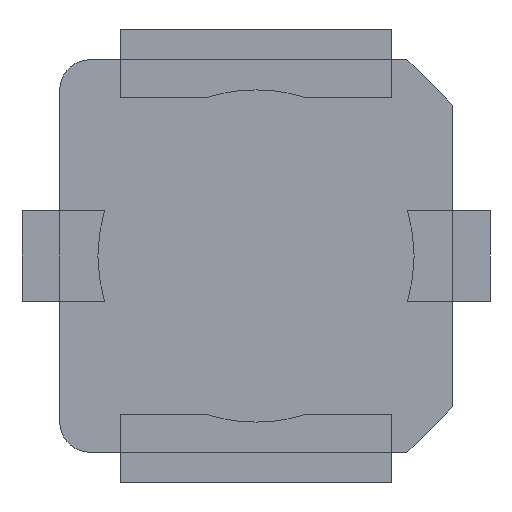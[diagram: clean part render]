
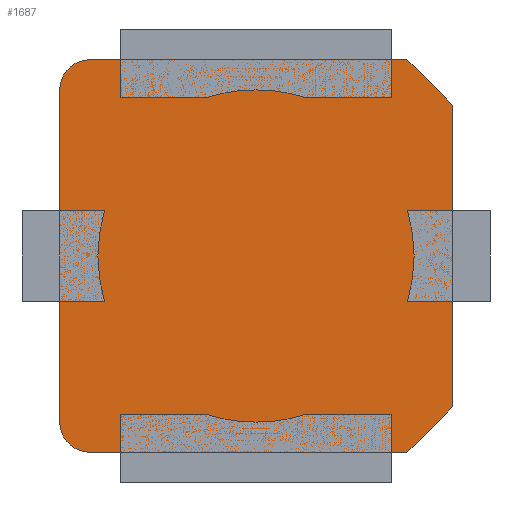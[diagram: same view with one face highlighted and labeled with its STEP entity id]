
A CAD part, front view. The second image highlights one B-rep face of the part: STEP entity #1687.
In plain terms, the highlighted planar face has unit normal (0, -1, 0).
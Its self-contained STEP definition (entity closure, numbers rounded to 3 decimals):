
#66 = EDGE_CURVE ( 'NONE', #1684, #519, #2136, .T. ) ;
#137 = VECTOR ( 'NONE', #1629, 1000. ) ;
#154 = EDGE_CURVE ( 'NONE', #1009, #2082, #222, .T. ) ;
#162 = DIRECTION ( 'NONE',  ( 1., 0., 0. ) ) ;
#165 = DIRECTION ( 'NONE',  ( 0., 1., 0. ) ) ;
#222 = LINE ( 'NONE', #970, #1641 ) ;
#229 = ORIENTED_EDGE ( 'NONE', *, *, #867, .F. ) ;
#253 = DIRECTION ( 'NONE',  ( 0., -1., 0. ) ) ;
#278 = DIRECTION ( 'NONE',  ( 0., 0., 1. ) ) ;
#280 = CARTESIAN_POINT ( 'NONE',  ( 2.3, 0., 0. ) ) ;
#365 = VERTEX_POINT ( 'NONE', #280 ) ;
#366 = CARTESIAN_POINT ( 'NONE',  ( 0.2, 0., 0. ) ) ;
#369 = DIRECTION ( 'NONE',  ( 0., -1., 0. ) ) ;
#376 = ORIENTED_EDGE ( 'NONE', *, *, #66, .T. ) ;
#411 = VERTEX_POINT ( 'NONE', #1046 ) ;
#519 = VERTEX_POINT ( 'NONE', #545 ) ;
#545 = CARTESIAN_POINT ( 'NONE',  ( 0.2, 0., -2.6 ) ) ;
#558 = CIRCLE ( 'NONE', #1936, 0.2 ) ;
#566 = VERTEX_POINT ( 'NONE', #366 ) ;
#582 = ORIENTED_EDGE ( 'NONE', *, *, #1809, .T. ) ;
#638 = ORIENTED_EDGE ( 'NONE', *, *, #154, .F. ) ;
#657 = LINE ( 'NONE', #668, #1820 ) ;
#668 = CARTESIAN_POINT ( 'NONE',  ( 0.2, 0., 0. ) ) ;
#699 = DIRECTION ( 'NONE',  ( 0., 0., 1. ) ) ;
#812 = LINE ( 'NONE', #1744, #2177 ) ;
#816 = EDGE_CURVE ( 'NONE', #566, #2311, #558, .T. ) ;
#821 = EDGE_CURVE ( 'NONE', #566, #365, #657, .T. ) ;
#867 = EDGE_CURVE ( 'NONE', #365, #1009, #1247, .T. ) ;
#880 = DIRECTION ( 'NONE',  ( 0.707, 0., -0.707 ) ) ;
#894 = CARTESIAN_POINT ( 'NONE',  ( 2.3, 0., -2.6 ) ) ;
#898 = CARTESIAN_POINT ( 'NONE',  ( 2.6, 0., -0.3 ) ) ;
#901 = FACE_OUTER_BOUND ( 'NONE', #2140, .T. ) ;
#903 = AXIS2_PLACEMENT_3D ( 'NONE', #2389, #165, #2379 ) ;
#970 = CARTESIAN_POINT ( 'NONE',  ( 2.6, 0., -0.3 ) ) ;
#1001 = EDGE_CURVE ( 'NONE', #519, #411, #1088, .T. ) ;
#1008 = ORIENTED_EDGE ( 'NONE', *, *, #1001, .T. ) ;
#1009 = VERTEX_POINT ( 'NONE', #898 ) ;
#1046 = CARTESIAN_POINT ( 'NONE',  ( 2.3, 0., -2.6 ) ) ;
#1088 = LINE ( 'NONE', #1812, #1822 ) ;
#1107 = AXIS2_PLACEMENT_3D ( 'NONE', #2357, #369, #699 ) ;
#1232 = ORIENTED_EDGE ( 'NONE', *, *, #1952, .T. ) ;
#1247 = LINE ( 'NONE', #1591, #2245 ) ;
#1272 = CARTESIAN_POINT ( 'NONE',  ( 2.6, 0., -2.3 ) ) ;
#1294 = CARTESIAN_POINT ( 'NONE',  ( 0., 0., -2.4 ) ) ;
#1362 = DIRECTION ( 'NONE',  ( 0., 0., -1. ) ) ;
#1497 = DIRECTION ( 'NONE',  ( 0., 0., -1. ) ) ;
#1591 = CARTESIAN_POINT ( 'NONE',  ( 2.3, 0., 0. ) ) ;
#1629 = DIRECTION ( 'NONE',  ( 0.707, 0., 0.707 ) ) ;
#1641 = VECTOR ( 'NONE', #1497, 1000. ) ;
#1684 = VERTEX_POINT ( 'NONE', #1294 ) ;
#1687 = ADVANCED_FACE ( 'NONE', ( #901 ), #1781, .F. ) ;
#1738 = ORIENTED_EDGE ( 'NONE', *, *, #821, .F. ) ;
#1744 = CARTESIAN_POINT ( 'NONE',  ( 0., 0., -0.2 ) ) ;
#1781 = PLANE ( 'NONE',  #903 ) ;
#1809 = EDGE_CURVE ( 'NONE', #411, #2082, #2156, .T. ) ;
#1812 = CARTESIAN_POINT ( 'NONE',  ( 0.2, 0., -2.6 ) ) ;
#1820 = VECTOR ( 'NONE', #2094, 1000. ) ;
#1822 = VECTOR ( 'NONE', #162, 1000. ) ;
#1936 = AXIS2_PLACEMENT_3D ( 'NONE', #2303, #253, #278 ) ;
#1952 = EDGE_CURVE ( 'NONE', #2311, #1684, #812, .T. ) ;
#2032 = CARTESIAN_POINT ( 'NONE',  ( 0., 0., -0.2 ) ) ;
#2082 = VERTEX_POINT ( 'NONE', #1272 ) ;
#2094 = DIRECTION ( 'NONE',  ( 1., 0., 0. ) ) ;
#2136 = CIRCLE ( 'NONE', #1107, 0.2 ) ;
#2140 = EDGE_LOOP ( 'NONE', ( #1738, #2391, #1232, #376, #1008, #582, #638, #229 ) ) ;
#2156 = LINE ( 'NONE', #894, #137 ) ;
#2177 = VECTOR ( 'NONE', #1362, 1000. ) ;
#2245 = VECTOR ( 'NONE', #880, 1000. ) ;
#2303 = CARTESIAN_POINT ( 'NONE',  ( 0.2, 0., -0.2 ) ) ;
#2311 = VERTEX_POINT ( 'NONE', #2032 ) ;
#2357 = CARTESIAN_POINT ( 'NONE',  ( 0.2, 0., -2.4 ) ) ;
#2379 = DIRECTION ( 'NONE',  ( 1., 0., 0. ) ) ;
#2389 = CARTESIAN_POINT ( 'NONE',  ( 0., 0., 0. ) ) ;
#2391 = ORIENTED_EDGE ( 'NONE', *, *, #816, .T. ) ;
